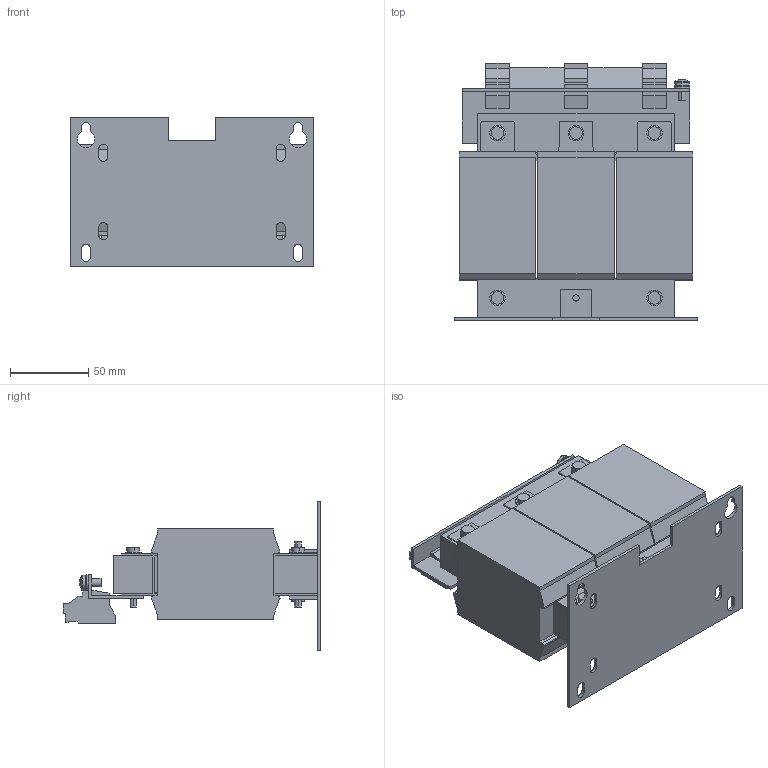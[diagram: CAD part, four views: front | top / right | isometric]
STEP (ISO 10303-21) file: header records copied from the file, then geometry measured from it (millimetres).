
FILE_DESCRIPTION (( 'STEP AP214' ), '1' );
FILE_NAME ('200204.STEP', '2021-09-13T12:04:47', ( '' ), ( '' ), 'SwSTEP 2.0', 'SolidWorks 2018', '' );
FILE_SCHEMA (( 'AUTOMOTIVE_DESIGN' ));
Length unit declared in the file: millimetre
Products named in the file (1): 200204
Bounding box: 155 x 164.1 x 95 mm (x, y, z)
Volume: 895895.5 mm3; surface area: 136283.2 mm2
Topology: 1 solids, 1 shells, 764 faces, 2021 edges, 1315 vertices
Faces by surface type: plane 602, cylinder 152, cone 6, torus 2, sphere 2
Entity records: 23479 total; most frequent: CARTESIAN_POINT 4123, ORIENTED_EDGE 4038, DIRECTION 3891, EDGE_CURVE 2019, VECTOR 1661, LINE 1661, VERTEX_POINT 1315, AXIS2_PLACEMENT_3D 1115
